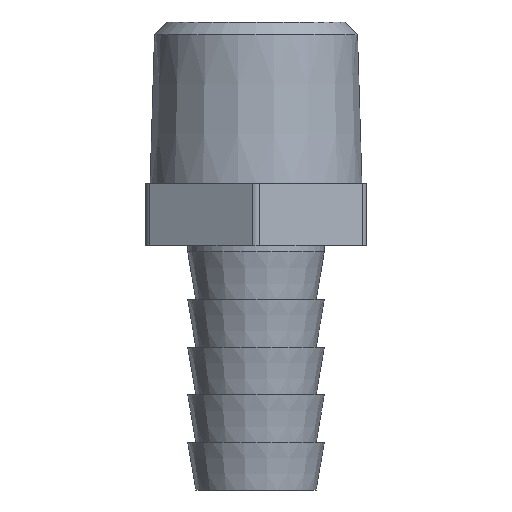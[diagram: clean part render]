
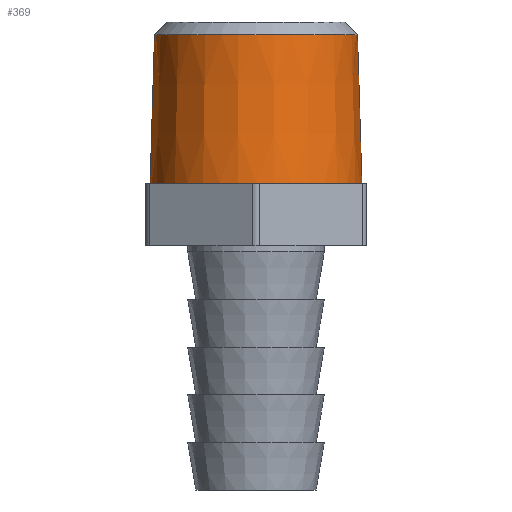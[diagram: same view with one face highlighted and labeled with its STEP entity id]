
A CAD part, front view. The second image highlights one B-rep face of the part: STEP entity #369.
In plain terms, the highlighted conical face has half-angle 1.7 degrees and reference radius 10.681 mm.
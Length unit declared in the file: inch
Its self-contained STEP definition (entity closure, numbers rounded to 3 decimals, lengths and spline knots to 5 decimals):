
#87 = DIRECTION ( 'NONE',  ( 0., 0., -1. ) ) ;
#106 = VERTEX_POINT ( 'NONE', #485 ) ;
#136 = ORIENTED_EDGE ( 'NONE', *, *, #284, .T. ) ;
#155 = DIRECTION ( 'NONE',  ( 1., 0., 0. ) ) ;
#169 = VERTEX_POINT ( 'NONE', #214 ) ;
#187 = CARTESIAN_POINT ( 'NONE',  ( 0., 0., 0.1235 ) ) ;
#194 = CARTESIAN_POINT ( 'NONE',  ( 0.4205, 0., 0.1235 ) ) ;
#214 = CARTESIAN_POINT ( 'NONE',  ( 0.40293, 0., 0.71552 ) ) ;
#242 = CARTESIAN_POINT ( 'NONE',  ( -0.4205, 0., 0.1235 ) ) ;
#284 = EDGE_CURVE ( 'NONE', #774, #106, #728, .T. ) ;
#292 = DIRECTION ( 'NONE',  ( 1., 0., 0. ) ) ;
#369 = ADVANCED_FACE ( 'NONE', ( #398 ), #824, .T. ) ;
#398 = FACE_OUTER_BOUND ( 'NONE', #754, .T. ) ;
#441 = CIRCLE ( 'NONE', #621, 0.4205 ) ;
#473 = ORIENTED_EDGE ( 'NONE', *, *, #792, .F. ) ;
#485 = CARTESIAN_POINT ( 'NONE',  ( -0.4205, 0., 0.1235 ) ) ;
#510 = CIRCLE ( 'NONE', #628, 0.40293 ) ;
#512 = LINE ( 'NONE', #194, #752 ) ;
#571 = CARTESIAN_POINT ( 'NONE',  ( 0.4205, 0., 0.1235 ) ) ;
#587 = EDGE_CURVE ( 'NONE', #106, #669, #441, .T. ) ;
#621 = AXIS2_PLACEMENT_3D ( 'NONE', #187, #834, #292 ) ;
#628 = AXIS2_PLACEMENT_3D ( 'NONE', #647, #87, #737 ) ;
#647 = CARTESIAN_POINT ( 'NONE',  ( 0., 0., 0.71552 ) ) ;
#657 = AXIS2_PLACEMENT_3D ( 'NONE', #800, #889, #155 ) ;
#669 = VERTEX_POINT ( 'NONE', #571 ) ;
#728 = LINE ( 'NONE', #242, #935 ) ;
#737 = DIRECTION ( 'NONE',  ( -1., 0., 0. ) ) ;
#752 = VECTOR ( 'NONE', #931, 39.37008 ) ;
#754 = EDGE_LOOP ( 'NONE', ( #1209, #136, #813, #473 ) ) ;
#774 = VERTEX_POINT ( 'NONE', #854 ) ;
#792 = EDGE_CURVE ( 'NONE', #169, #669, #512, .T. ) ;
#800 = CARTESIAN_POINT ( 'NONE',  ( 0., 0., 0.1235 ) ) ;
#813 = ORIENTED_EDGE ( 'NONE', *, *, #587, .T. ) ;
#824 = CONICAL_SURFACE ( 'NONE', #657, 0.4205, 0.03 ) ;
#834 = DIRECTION ( 'NONE',  ( 0., 0., 1. ) ) ;
#854 = CARTESIAN_POINT ( 'NONE',  ( -0.40293, 0., 0.71552 ) ) ;
#889 = DIRECTION ( 'NONE',  ( 0., 0., -1. ) ) ;
#931 = DIRECTION ( 'NONE',  ( 0.03, 0., -1. ) ) ;
#935 = VECTOR ( 'NONE', #975, 39.37008 ) ;
#975 = DIRECTION ( 'NONE',  ( -0.03, 0., -1. ) ) ;
#1209 = ORIENTED_EDGE ( 'NONE', *, *, #1213, .T. ) ;
#1213 = EDGE_CURVE ( 'NONE', #169, #774, #510, .T. ) ;
